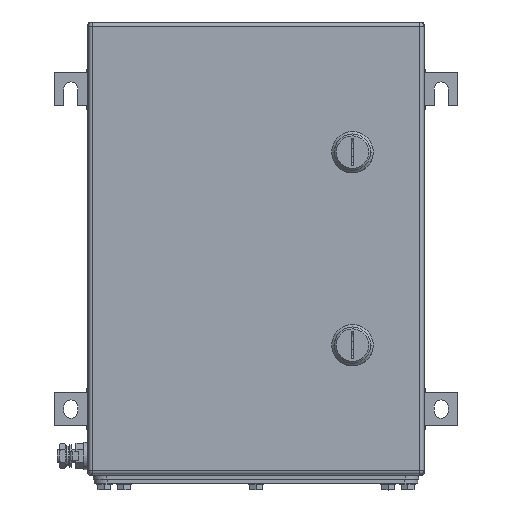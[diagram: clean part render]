
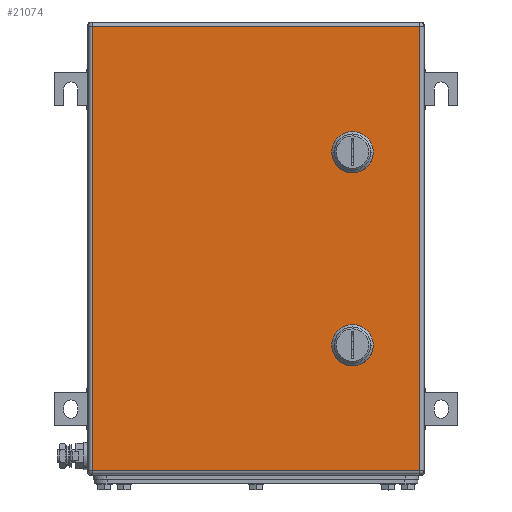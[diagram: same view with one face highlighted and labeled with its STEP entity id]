
A CAD part, top view. The second image highlights one B-rep face of the part: STEP entity #21074.
In plain terms, the highlighted planar face has unit normal (0, 0, 1).
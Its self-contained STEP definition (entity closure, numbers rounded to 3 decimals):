
#20888=AXIS2_PLACEMENT_3D('Circle Axis2P3D',#20886,#20887,$) ;
#20915=AXIS2_PLACEMENT_3D('Plane Axis2P3D',#20912,#20913,#20914) ;
#20960=AXIS2_PLACEMENT_3D('Circle Axis2P3D',#20958,#20959,$) ;
#20974=AXIS2_PLACEMENT_3D('Circle Axis2P3D',#20972,#20973,$) ;
#20988=AXIS2_PLACEMENT_3D('Circle Axis2P3D',#20986,#20987,$) ;
#21010=AXIS2_PLACEMENT_3D('Circle Axis2P3D',#21008,#21009,$) ;
#21026=AXIS2_PLACEMENT_3D('Circle Axis2P3D',#21024,#21025,$) ;
#21040=AXIS2_PLACEMENT_3D('Circle Axis2P3D',#21038,#21039,$) ;
#21054=AXIS2_PLACEMENT_3D('Circle Axis2P3D',#21052,#21053,$) ;
#20883=CARTESIAN_POINT('Vertex',(235.056,250.45,203.5)) ;
#20886=CARTESIAN_POINT('Axis2P3D Location',(230.,260.5,203.5)) ;
#20890=CARTESIAN_POINT('Vertex',(240.05,255.444,203.5)) ;
#20912=CARTESIAN_POINT('Axis2P3D Location',(155.5,186.,203.5)) ;
#20917=CARTESIAN_POINT('Line Origine',(155.5,357.5,203.5)) ;
#20921=CARTESIAN_POINT('Vertex',(282.,357.5,203.5)) ;
#20923=CARTESIAN_POINT('Vertex',(29.,357.5,203.5)) ;
#20926=CARTESIAN_POINT('Line Origine',(29.,186.,203.5)) ;
#20930=CARTESIAN_POINT('Vertex',(29.,14.5,203.5)) ;
#20933=CARTESIAN_POINT('Line Origine',(155.5,14.5,203.5)) ;
#20937=CARTESIAN_POINT('Vertex',(282.,14.5,203.5)) ;
#20940=CARTESIAN_POINT('Line Origine',(282.,186.,203.5)) ;
#20951=CARTESIAN_POINT('Line Origine',(230.,250.45,203.5)) ;
#20955=CARTESIAN_POINT('Vertex',(224.944,250.45,203.5)) ;
#20958=CARTESIAN_POINT('Axis2P3D Location',(230.,260.5,203.5)) ;
#20962=CARTESIAN_POINT('Vertex',(219.95,255.444,203.5)) ;
#20965=CARTESIAN_POINT('Line Origine',(219.95,260.5,203.5)) ;
#20969=CARTESIAN_POINT('Vertex',(219.95,265.556,203.5)) ;
#20972=CARTESIAN_POINT('Axis2P3D Location',(230.,260.5,203.5)) ;
#20976=CARTESIAN_POINT('Vertex',(224.944,270.55,203.5)) ;
#20979=CARTESIAN_POINT('Line Origine',(230.,270.55,203.5)) ;
#20983=CARTESIAN_POINT('Vertex',(235.056,270.55,203.5)) ;
#20986=CARTESIAN_POINT('Axis2P3D Location',(230.,260.5,203.5)) ;
#20990=CARTESIAN_POINT('Vertex',(240.05,265.556,203.5)) ;
#20993=CARTESIAN_POINT('Line Origine',(240.05,260.5,203.5)) ;
#21008=CARTESIAN_POINT('Axis2P3D Location',(230.,111.5,203.5)) ;
#21012=CARTESIAN_POINT('Vertex',(235.056,101.45,203.5)) ;
#21014=CARTESIAN_POINT('Vertex',(240.05,106.444,203.5)) ;
#21017=CARTESIAN_POINT('Line Origine',(230.,101.45,203.5)) ;
#21021=CARTESIAN_POINT('Vertex',(224.944,101.45,203.5)) ;
#21024=CARTESIAN_POINT('Axis2P3D Location',(230.,111.5,203.5)) ;
#21028=CARTESIAN_POINT('Vertex',(219.95,106.444,203.5)) ;
#21031=CARTESIAN_POINT('Line Origine',(219.95,111.5,203.5)) ;
#21035=CARTESIAN_POINT('Vertex',(219.95,116.556,203.5)) ;
#21038=CARTESIAN_POINT('Axis2P3D Location',(230.,111.5,203.5)) ;
#21042=CARTESIAN_POINT('Vertex',(224.944,121.55,203.5)) ;
#21045=CARTESIAN_POINT('Line Origine',(230.,121.55,203.5)) ;
#21049=CARTESIAN_POINT('Vertex',(235.056,121.55,203.5)) ;
#21052=CARTESIAN_POINT('Axis2P3D Location',(230.,111.5,203.5)) ;
#21056=CARTESIAN_POINT('Vertex',(240.05,116.556,203.5)) ;
#21059=CARTESIAN_POINT('Line Origine',(240.05,111.5,203.5)) ;
#20887=DIRECTION('Axis2P3D Direction',(0.,0.,1.)) ;
#20913=DIRECTION('Axis2P3D Direction',(0.,0.,1.)) ;
#20914=DIRECTION('Axis2P3D XDirection',(1.,0.,0.)) ;
#20918=DIRECTION('Vector Direction',(1.,0.,0.)) ;
#20927=DIRECTION('Vector Direction',(0.,-1.,0.)) ;
#20934=DIRECTION('Vector Direction',(1.,0.,0.)) ;
#20941=DIRECTION('Vector Direction',(0.,1.,0.)) ;
#20952=DIRECTION('Vector Direction',(1.,0.,0.)) ;
#20959=DIRECTION('Axis2P3D Direction',(0.,0.,1.)) ;
#20966=DIRECTION('Vector Direction',(0.,1.,0.)) ;
#20973=DIRECTION('Axis2P3D Direction',(0.,0.,1.)) ;
#20980=DIRECTION('Vector Direction',(1.,0.,0.)) ;
#20987=DIRECTION('Axis2P3D Direction',(0.,0.,1.)) ;
#20994=DIRECTION('Vector Direction',(0.,-1.,0.)) ;
#21009=DIRECTION('Axis2P3D Direction',(0.,0.,1.)) ;
#21018=DIRECTION('Vector Direction',(1.,0.,0.)) ;
#21025=DIRECTION('Axis2P3D Direction',(0.,0.,1.)) ;
#21032=DIRECTION('Vector Direction',(0.,1.,0.)) ;
#21039=DIRECTION('Axis2P3D Direction',(0.,0.,1.)) ;
#21046=DIRECTION('Vector Direction',(1.,0.,0.)) ;
#21053=DIRECTION('Axis2P3D Direction',(0.,0.,1.)) ;
#21060=DIRECTION('Vector Direction',(0.,-1.,0.)) ;
#20919=VECTOR('Line Direction',#20918,1.) ;
#20928=VECTOR('Line Direction',#20927,1.) ;
#20935=VECTOR('Line Direction',#20934,1.) ;
#20942=VECTOR('Line Direction',#20941,1.) ;
#20953=VECTOR('Line Direction',#20952,1.) ;
#20967=VECTOR('Line Direction',#20966,1.) ;
#20981=VECTOR('Line Direction',#20980,1.) ;
#20995=VECTOR('Line Direction',#20994,1.) ;
#21019=VECTOR('Line Direction',#21018,1.) ;
#21033=VECTOR('Line Direction',#21032,1.) ;
#21047=VECTOR('Line Direction',#21046,1.) ;
#21061=VECTOR('Line Direction',#21060,1.) ;
#20946=ORIENTED_EDGE('',*,*,#20925,.T.) ;
#20947=ORIENTED_EDGE('',*,*,#20932,.T.) ;
#20948=ORIENTED_EDGE('',*,*,#20939,.T.) ;
#20949=ORIENTED_EDGE('',*,*,#20944,.T.) ;
#20999=ORIENTED_EDGE('',*,*,#20957,.F.) ;
#21000=ORIENTED_EDGE('',*,*,#20964,.F.) ;
#21001=ORIENTED_EDGE('',*,*,#20971,.T.) ;
#21002=ORIENTED_EDGE('',*,*,#20978,.F.) ;
#21003=ORIENTED_EDGE('',*,*,#20985,.T.) ;
#21004=ORIENTED_EDGE('',*,*,#20992,.F.) ;
#21005=ORIENTED_EDGE('',*,*,#20997,.T.) ;
#21006=ORIENTED_EDGE('',*,*,#20892,.F.) ;
#21065=ORIENTED_EDGE('',*,*,#21016,.F.) ;
#21066=ORIENTED_EDGE('',*,*,#21023,.F.) ;
#21067=ORIENTED_EDGE('',*,*,#21030,.F.) ;
#21068=ORIENTED_EDGE('',*,*,#21037,.T.) ;
#21069=ORIENTED_EDGE('',*,*,#21044,.F.) ;
#21070=ORIENTED_EDGE('',*,*,#21051,.T.) ;
#21071=ORIENTED_EDGE('',*,*,#21058,.F.) ;
#21072=ORIENTED_EDGE('',*,*,#21063,.T.) ;
#21007=FACE_BOUND('',#20998,.T.) ;
#21073=FACE_BOUND('',#21064,.T.) ;
#21074=ADVANCED_FACE('ZUB_KTB_QL_352620_1GP_AllCATPart.1\\ZUB_DE_KTB_QL.1\\DE_KTB_MH_PART_MASTER.1\\Koerper.2',(#20950,#21007,#21073),#20916,.T.) ;
#20889=CIRCLE('generated circle',#20888,11.25) ;
#20961=CIRCLE('generated circle',#20960,11.25) ;
#20975=CIRCLE('generated circle',#20974,11.25) ;
#20989=CIRCLE('generated circle',#20988,11.25) ;
#21011=CIRCLE('generated circle',#21010,11.25) ;
#21027=CIRCLE('generated circle',#21026,11.25) ;
#21041=CIRCLE('generated circle',#21040,11.25) ;
#21055=CIRCLE('generated circle',#21054,11.25) ;
#20892=EDGE_CURVE('',#20884,#20891,#20889,.T.) ;
#20925=EDGE_CURVE('',#20922,#20924,#20920,.F.) ;
#20932=EDGE_CURVE('',#20924,#20931,#20929,.T.) ;
#20939=EDGE_CURVE('',#20931,#20938,#20936,.T.) ;
#20944=EDGE_CURVE('',#20938,#20922,#20943,.T.) ;
#20957=EDGE_CURVE('',#20956,#20884,#20954,.T.) ;
#20964=EDGE_CURVE('',#20963,#20956,#20961,.T.) ;
#20971=EDGE_CURVE('',#20963,#20970,#20968,.T.) ;
#20978=EDGE_CURVE('',#20977,#20970,#20975,.T.) ;
#20985=EDGE_CURVE('',#20977,#20984,#20982,.T.) ;
#20992=EDGE_CURVE('',#20991,#20984,#20989,.T.) ;
#20997=EDGE_CURVE('',#20991,#20891,#20996,.T.) ;
#21016=EDGE_CURVE('',#21013,#21015,#21011,.T.) ;
#21023=EDGE_CURVE('',#21022,#21013,#21020,.T.) ;
#21030=EDGE_CURVE('',#21029,#21022,#21027,.T.) ;
#21037=EDGE_CURVE('',#21029,#21036,#21034,.T.) ;
#21044=EDGE_CURVE('',#21043,#21036,#21041,.T.) ;
#21051=EDGE_CURVE('',#21043,#21050,#21048,.T.) ;
#21058=EDGE_CURVE('',#21057,#21050,#21055,.T.) ;
#21063=EDGE_CURVE('',#21057,#21015,#21062,.T.) ;
#20945=EDGE_LOOP('',(#20946,#20947,#20948,#20949)) ;
#20998=EDGE_LOOP('',(#20999,#21000,#21001,#21002,#21003,#21004,#21005,#21006)) ;
#21064=EDGE_LOOP('',(#21065,#21066,#21067,#21068,#21069,#21070,#21071,#21072)) ;
#20950=FACE_OUTER_BOUND('',#20945,.T.) ;
#20920=LINE('Line',#20917,#20919) ;
#20929=LINE('Line',#20926,#20928) ;
#20936=LINE('Line',#20933,#20935) ;
#20943=LINE('Line',#20940,#20942) ;
#20954=LINE('Line',#20951,#20953) ;
#20968=LINE('Line',#20965,#20967) ;
#20982=LINE('Line',#20979,#20981) ;
#20996=LINE('Line',#20993,#20995) ;
#21020=LINE('Line',#21017,#21019) ;
#21034=LINE('Line',#21031,#21033) ;
#21048=LINE('Line',#21045,#21047) ;
#21062=LINE('Line',#21059,#21061) ;
#20916=PLANE('',#20915) ;
#20884=VERTEX_POINT('',#20883) ;
#20891=VERTEX_POINT('',#20890) ;
#20922=VERTEX_POINT('',#20921) ;
#20924=VERTEX_POINT('',#20923) ;
#20931=VERTEX_POINT('',#20930) ;
#20938=VERTEX_POINT('',#20937) ;
#20956=VERTEX_POINT('',#20955) ;
#20963=VERTEX_POINT('',#20962) ;
#20970=VERTEX_POINT('',#20969) ;
#20977=VERTEX_POINT('',#20976) ;
#20984=VERTEX_POINT('',#20983) ;
#20991=VERTEX_POINT('',#20990) ;
#21013=VERTEX_POINT('',#21012) ;
#21015=VERTEX_POINT('',#21014) ;
#21022=VERTEX_POINT('',#21021) ;
#21029=VERTEX_POINT('',#21028) ;
#21036=VERTEX_POINT('',#21035) ;
#21043=VERTEX_POINT('',#21042) ;
#21050=VERTEX_POINT('',#21049) ;
#21057=VERTEX_POINT('',#21056) ;
